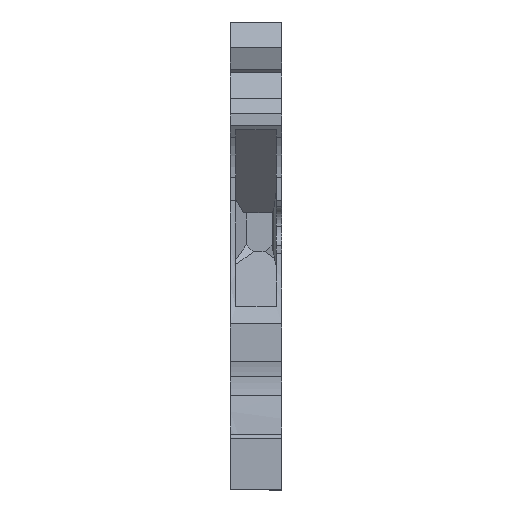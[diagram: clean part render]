
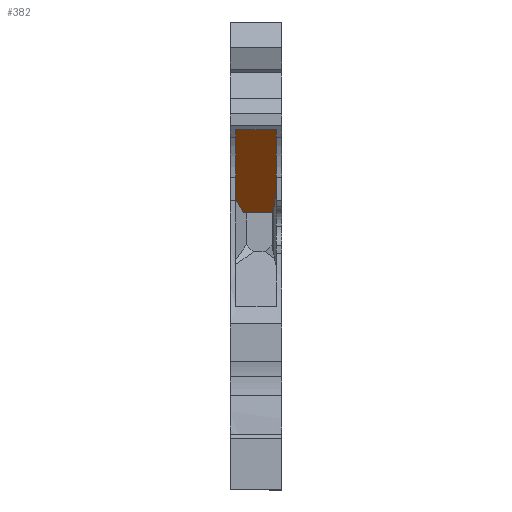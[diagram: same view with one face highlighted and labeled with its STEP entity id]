
A CAD part, front view. The second image highlights one B-rep face of the part: STEP entity #382.
In plain terms, the highlighted planar face has unit normal (0, -0.715, -0.699).
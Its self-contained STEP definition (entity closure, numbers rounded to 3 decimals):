
#382=ADVANCED_FACE('',(#858),#859,.F.);
#858=FACE_OUTER_BOUND('',#1423,.T.);
#859=PLANE('',#1424);
#1423=EDGE_LOOP('',(#2639,#2640,#2641,#2642,#2643,#2644,#2645));
#1424=AXIS2_PLACEMENT_3D('',#2646,#2647,#2648);
#2639=ORIENTED_EDGE('',*,*,#3933,.F.);
#2640=ORIENTED_EDGE('',*,*,#3941,.T.);
#2641=ORIENTED_EDGE('',*,*,#3963,.T.);
#2642=ORIENTED_EDGE('',*,*,#3965,.F.);
#2643=ORIENTED_EDGE('',*,*,#3966,.T.);
#2644=ORIENTED_EDGE('',*,*,#3967,.T.);
#2645=ORIENTED_EDGE('',*,*,#3926,.T.);
#2646=CARTESIAN_POINT('',(6.259,10.25,28.12));
#2647=DIRECTION('',(0.,0.715,0.699));
#2648=DIRECTION('',(-1.0,0.,0.));
#3926=EDGE_CURVE('',#4886,#4884,#4887,.T.);
#3933=EDGE_CURVE('',#4895,#4884,#4897,.T.);
#3941=EDGE_CURVE('',#4895,#4908,#4910,.T.);
#3963=EDGE_CURVE('',#4908,#4941,#4943,.T.);
#3965=EDGE_CURVE('',#4945,#4941,#4946,.T.);
#3966=EDGE_CURVE('',#4945,#4947,#4948,.T.);
#3967=EDGE_CURVE('',#4947,#4886,#4949,.T.);
#4884=VERTEX_POINT('',#6205);
#4886=VERTEX_POINT('',#6208);
#4887=LINE('',#6209,#6210);
#4895=VERTEX_POINT('',#6220);
#4897=LINE('',#6223,#6224);
#4908=VERTEX_POINT('',#6238);
#4910=LINE('',#6241,#6242);
#4941=VERTEX_POINT('',#6287);
#4943=LINE('',#6290,#6291);
#4945=VERTEX_POINT('',#6293);
#4946=LINE('',#6294,#6295);
#4947=VERTEX_POINT('',#6296);
#4948=LINE('',#6297,#6298);
#4949=LINE('',#6299,#6300);
#6205=CARTESIAN_POINT('',(4.6,2.485,36.066));
#6208=CARTESIAN_POINT('',(4.6,8.5,29.911));
#6209=CARTESIAN_POINT('',(4.6,-4.089,42.794));
#6210=VECTOR('',#7295,1.0);
#6220=CARTESIAN_POINT('',(0.55,2.485,36.066));
#6223=CARTESIAN_POINT('',(5.15,2.485,36.066));
#6224=VECTOR('',#7305,1.0);
#6238=CARTESIAN_POINT('',(0.55,9.256,29.137));
#6241=CARTESIAN_POINT('',(0.55,-4.089,42.794));
#6242=VECTOR('',#7313,1.0);
#6287=CARTESIAN_POINT('',(1.333,10.612,27.75));
#6290=CARTESIAN_POINT('',(-7.155,-4.089,42.794));
#6291=VECTOR('',#7332,1.0);
#6293=CARTESIAN_POINT('',(4.214,10.612,27.75));
#6294=CARTESIAN_POINT('',(5.15,10.612,27.75));
#6295=VECTOR('',#7333,1.0);
#6296=CARTESIAN_POINT('',(4.4,10.123,28.251));
#6297=CARTESIAN_POINT('',(9.789,-4.089,42.794));
#6298=VECTOR('',#7334,1.0);
#6299=CARTESIAN_POINT('',(6.152,-4.089,42.794));
#6300=VECTOR('',#7335,1.0);
#7295=DIRECTION('',(0.,-0.699,0.715));
#7305=DIRECTION('',(1.0,0.,0.));
#7313=DIRECTION('',(0.,0.699,-0.715));
#7332=DIRECTION('',(0.374,0.648,-0.663));
#7333=DIRECTION('',(-1.0,0.,0.));
#7334=DIRECTION('',(0.256,-0.676,0.691));
#7335=DIRECTION('',(0.086,-0.696,0.713));
